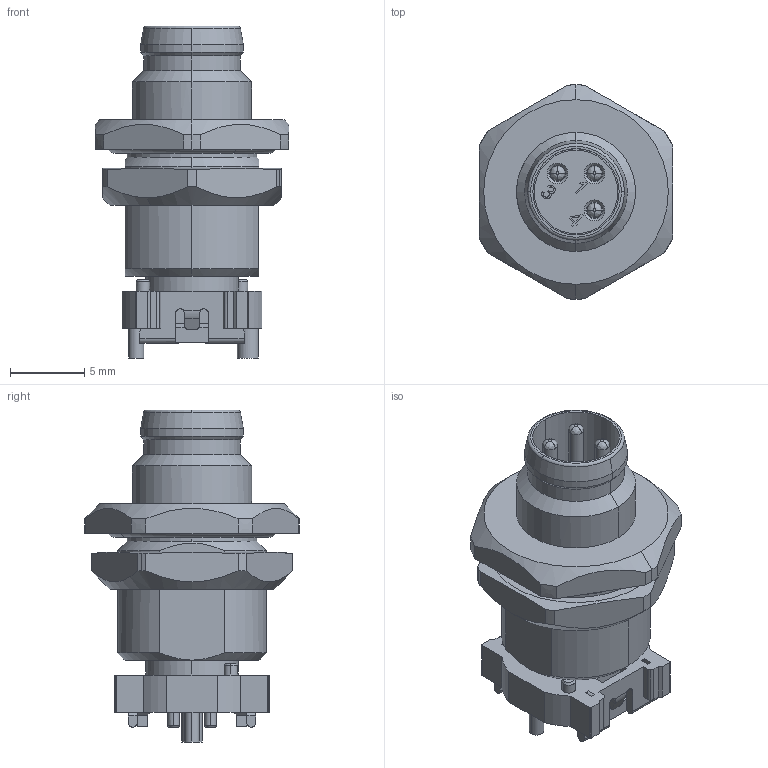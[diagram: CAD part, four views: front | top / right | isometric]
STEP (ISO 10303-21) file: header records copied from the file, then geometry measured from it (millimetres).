
FILE_DESCRIPTION(('CATIA V5R24 STEP','CAx-IF Rec.Pracs.--- Model Styling and Organization---1.2---2011-12-15'),'2;1');
FILE_NAME ('D1461793_0_2422290000_2422290000.stp','2017-08-29T11:56:42+00:00',('none'),('Weidmueller'),'CATIA Version 5-6 Release 2014 SP4 HF52','CATIA V5 STEP AP214','none');
FILE_SCHEMA(('AUTOMOTIVE_DESIGN { 1 0 10303 214 1 1 1 1 }'));
Length unit declared in the file: millimetre
Products named in the file (1): 2422290000
Bounding box: 13 x 14.4 x 22.3 mm (x, y, z)
Volume: 1375.2 mm3; surface area: 1967.5 mm2
Topology: 3 solids, 3 shells, 374 faces, 1001 edges, 655 vertices
Faces by surface type: plane 164, cylinder 122, bspline 38, cone 30, torus 12, extrusion 8
Entity records: 13083 total; most frequent: CARTESIAN_POINT 4459, ORIENTED_EDGE 1994, DIRECTION 1365, EDGE_CURVE 997, VERTEX_POINT 653, AXIS2_PLACEMENT_3D 544, VECTOR 507, LINE 499
